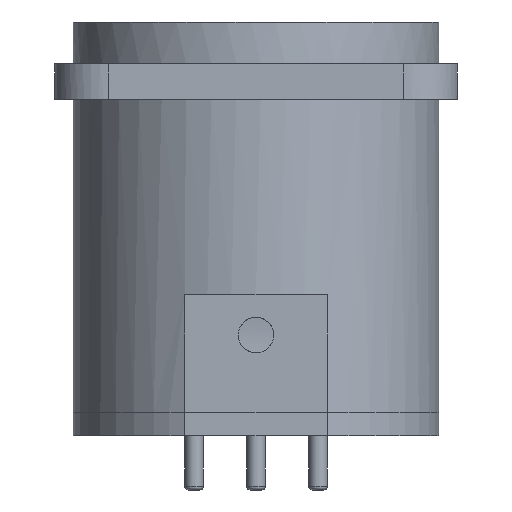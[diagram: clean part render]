
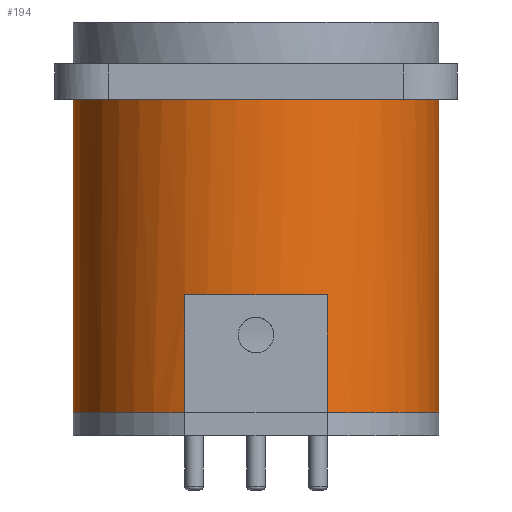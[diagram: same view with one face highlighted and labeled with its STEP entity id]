
A CAD part, front view. The second image highlights one B-rep face of the part: STEP entity #194.
In plain terms, the highlighted cylindrical face has radius 11.8 mm (diameter 23.6 mm), a partial arc.
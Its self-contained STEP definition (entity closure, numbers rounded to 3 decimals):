
#194=ADVANCED_FACE('',(#345),#2128,.T.);
#345=FACE_OUTER_BOUND('',#487,.T.);
#487=EDGE_LOOP('',(#811,#812,#813,#814,#815,#816,#817,#818));
#811=ORIENTED_EDGE('',*,*,#1400,.T.);
#812=ORIENTED_EDGE('',*,*,#1406,.T.);
#813=ORIENTED_EDGE('',*,*,#1318,.T.);
#814=ORIENTED_EDGE('',*,*,#1317,.T.);
#815=ORIENTED_EDGE('',*,*,#1401,.T.);
#816=ORIENTED_EDGE('',*,*,#1310,.F.);
#817=ORIENTED_EDGE('',*,*,#1316,.F.);
#818=ORIENTED_EDGE('',*,*,#1405,.F.);
#1310=EDGE_CURVE('',#1932,#1996,#1710,.T.);
#1316=EDGE_CURVE('',#1933,#1932,#1601,.T.);
#1317=EDGE_CURVE('',#1943,#1999,#1713,.T.);
#1318=EDGE_CURVE('',#1942,#1943,#1602,.T.);
#1400=EDGE_CURVE('',#1997,#1998,#1624,.T.);
#1401=EDGE_CURVE('',#1999,#1996,#1625,.T.);
#1405=EDGE_CURVE('',#1997,#1933,#1777,.T.);
#1406=EDGE_CURVE('',#1998,#1942,#1778,.T.);
#1601=(
BOUNDED_CURVE()
B_SPLINE_CURVE(2,(#3372,#3373,#3374,#3375,#3376),.UNSPECIFIED.,.F.,.F.)
B_SPLINE_CURVE_WITH_KNOTS((3,2,3),(0.,18.535,37.071),
 .UNSPECIFIED.)
CURVE()
GEOMETRIC_REPRESENTATION_ITEM()
RATIONAL_B_SPLINE_CURVE((1.,0.707,1.,0.707,1.))
REPRESENTATION_ITEM('')
);
#1602=(
BOUNDED_CURVE()
B_SPLINE_CURVE(2,(#3379,#3380,#3381),.UNSPECIFIED.,.F.,.F.)
B_SPLINE_CURVE_WITH_KNOTS((3,3),(-9.451,0.),.UNSPECIFIED.)
CURVE()
GEOMETRIC_REPRESENTATION_ITEM()
RATIONAL_B_SPLINE_CURVE((1.,0.921,1.))
REPRESENTATION_ITEM('')
);
#1624=(
BOUNDED_CURVE()
B_SPLINE_CURVE(2,(#3583,#3584,#3585),.UNSPECIFIED.,.F.,.F.)
B_SPLINE_CURVE_WITH_KNOTS((3,3),(1.571,2.741),
 .UNSPECIFIED.)
CURVE()
GEOMETRIC_REPRESENTATION_ITEM()
RATIONAL_B_SPLINE_CURVE((1.,0.834,1.))
REPRESENTATION_ITEM('')
);
#1625=(
BOUNDED_CURVE()
B_SPLINE_CURVE(2,(#3586,#3587,#3588),.UNSPECIFIED.,.F.,.F.)
B_SPLINE_CURVE_WITH_KNOTS((3,3),(3.542,4.712),
 .UNSPECIFIED.)
CURVE()
GEOMETRIC_REPRESENTATION_ITEM()
RATIONAL_B_SPLINE_CURVE((1.,0.834,1.))
REPRESENTATION_ITEM('')
);
#1710=B_SPLINE_CURVE_WITH_KNOTS('',1,(#3323,#3324),.UNSPECIFIED.,.F.,.F.,
(2,2),(-21.7,-1.5),.UNSPECIFIED.);
#1713=B_SPLINE_CURVE_WITH_KNOTS('',1,(#3377,#3378),.UNSPECIFIED.,.F.,.F.,
(2,2),(-9.1,-1.5),.UNSPECIFIED.);
#1777=B_SPLINE_CURVE_WITH_KNOTS('',1,(#3595,#3596),.UNSPECIFIED.,.F.,.F.,
(2,2),(-20.2,0.),.UNSPECIFIED.);
#1778=B_SPLINE_CURVE_WITH_KNOTS('',1,(#3597,#3598),.UNSPECIFIED.,.F.,.F.,
(2,2),(-7.6,0.),.UNSPECIFIED.);
#1932=VERTEX_POINT('',#3107);
#1933=VERTEX_POINT('',#3108);
#1942=VERTEX_POINT('',#3117);
#1943=VERTEX_POINT('',#3118);
#1996=VERTEX_POINT('',#3171);
#1997=VERTEX_POINT('',#3172);
#1998=VERTEX_POINT('',#3173);
#1999=VERTEX_POINT('',#3174);
#2128=CYLINDRICAL_SURFACE('',#2257,11.8);
#2257=AXIS2_PLACEMENT_3D('',#3049,#2354,$);
#2354=DIRECTION('',(0.,0.,1.));
#3049=CARTESIAN_POINT('',(0.,0.,10.85));
#3107=CARTESIAN_POINT('',(11.8,0.,21.7));
#3108=CARTESIAN_POINT('',(-11.8,0.,21.7));
#3117=CARTESIAN_POINT('',(-4.6,-10.866,9.1));
#3118=CARTESIAN_POINT('',(4.6,-10.866,9.1));
#3171=CARTESIAN_POINT('',(11.8,0.,1.5));
#3172=CARTESIAN_POINT('',(-11.8,0.,1.5));
#3173=CARTESIAN_POINT('',(-4.6,-10.866,1.5));
#3174=CARTESIAN_POINT('',(4.6,-10.866,1.5));
#3323=CARTESIAN_POINT('',(11.8,0.,21.7));
#3324=CARTESIAN_POINT('',(11.8,0.,1.5));
#3372=CARTESIAN_POINT('',(-11.8,0.,21.7));
#3373=CARTESIAN_POINT('',(-11.8,-11.8,21.7));
#3374=CARTESIAN_POINT('',(0.,-11.8,21.7));
#3375=CARTESIAN_POINT('',(11.8,-11.8,21.7));
#3376=CARTESIAN_POINT('',(11.8,0.,21.7));
#3377=CARTESIAN_POINT('',(4.6,-10.866,9.1));
#3378=CARTESIAN_POINT('',(4.6,-10.866,1.5));
#3379=CARTESIAN_POINT('',(-4.6,-10.866,9.1));
#3380=CARTESIAN_POINT('',(0.,-12.814,9.1));
#3381=CARTESIAN_POINT('',(4.6,-10.866,9.1));
#3583=CARTESIAN_POINT('',(-11.8,0.,1.5));
#3584=CARTESIAN_POINT('',(-11.8,-7.819,1.5));
#3585=CARTESIAN_POINT('',(-4.6,-10.866,1.5));
#3586=CARTESIAN_POINT('',(4.6,-10.866,1.5));
#3587=CARTESIAN_POINT('',(11.8,-7.819,1.5));
#3588=CARTESIAN_POINT('',(11.8,0.,1.5));
#3595=CARTESIAN_POINT('',(-11.8,0.,1.5));
#3596=CARTESIAN_POINT('',(-11.8,0.,21.7));
#3597=CARTESIAN_POINT('',(-4.6,-10.866,1.5));
#3598=CARTESIAN_POINT('',(-4.6,-10.866,9.1));
